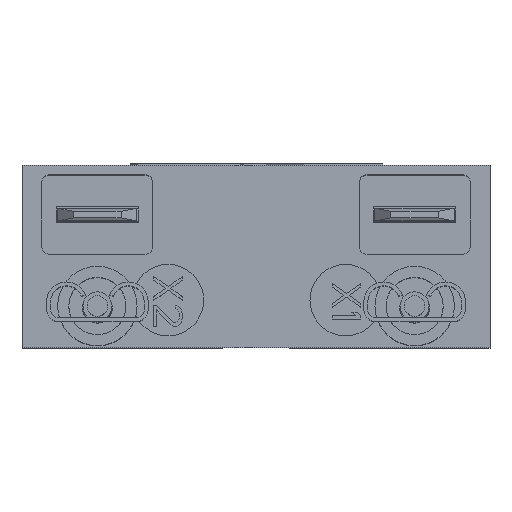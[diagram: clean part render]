
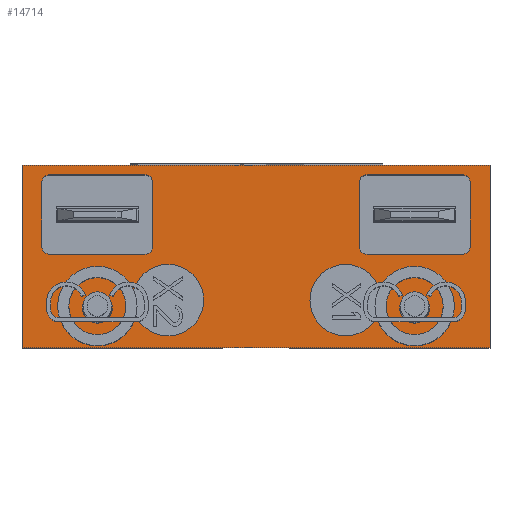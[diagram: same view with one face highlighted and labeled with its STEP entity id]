
A CAD part, top view. The second image highlights one B-rep face of the part: STEP entity #14714.
In plain terms, the highlighted planar face has unit normal (0, 0, 1).
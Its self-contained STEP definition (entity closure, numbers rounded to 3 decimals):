
#2039=DIRECTION('',(0.,-1.,0.));
#2040=VECTOR('',#2039,11.5);
#2041=CARTESIAN_POINT('',(-14.75,11.5,18.8));
#2042=LINE('',#2041,#2040);
#2043=DIRECTION('',(-1.,0.,0.));
#2044=VECTOR('',#2043,29.5);
#2045=CARTESIAN_POINT('',(14.75,11.5,18.8));
#2046=LINE('',#2045,#2044);
#2047=DIRECTION('',(0.,1.,0.));
#2048=VECTOR('',#2047,11.5);
#2049=CARTESIAN_POINT('',(14.75,0.,18.8));
#2050=LINE('',#2049,#2048);
#2051=DIRECTION('',(1.,0.,0.));
#2052=VECTOR('',#2051,29.5);
#2053=CARTESIAN_POINT('',(-14.75,0.,18.8));
#2054=LINE('',#2053,#2052);
#2055=CARTESIAN_POINT('',(-10.,2.5,18.8));
#2056=DIRECTION('',(0.,0.,1.));
#2057=DIRECTION('',(1.,0.,0.));
#2058=AXIS2_PLACEMENT_3D('',#2055,#2056,#2057);
#2060=CARTESIAN_POINT('',(-10.,2.5,18.8));
#2061=DIRECTION('',(0.,0.,1.));
#2062=DIRECTION('',(-1.,0.,0.));
#2063=AXIS2_PLACEMENT_3D('',#2060,#2061,#2062);
#2065=CARTESIAN_POINT('',(10.,2.5,18.8));
#2066=DIRECTION('',(0.,0.,1.));
#2067=DIRECTION('',(1.,0.,0.));
#2068=AXIS2_PLACEMENT_3D('',#2065,#2066,#2067);
#2070=CARTESIAN_POINT('',(10.,2.5,18.8));
#2071=DIRECTION('',(0.,0.,1.));
#2072=DIRECTION('',(-1.,0.,0.));
#2073=AXIS2_PLACEMENT_3D('',#2070,#2071,#2072);
#2075=CARTESIAN_POINT('',(-5.55,3.,18.8));
#2076=DIRECTION('',(0.,0.,1.));
#2077=DIRECTION('',(1.,0.,0.));
#2078=AXIS2_PLACEMENT_3D('',#2075,#2076,#2077);
#2080=CARTESIAN_POINT('',(-5.55,3.,18.8));
#2081=DIRECTION('',(0.,0.,1.));
#2082=DIRECTION('',(-1.,0.,0.));
#2083=AXIS2_PLACEMENT_3D('',#2080,#2081,#2082);
#2085=CARTESIAN_POINT('',(5.65,3.,18.8));
#2086=DIRECTION('',(0.,0.,1.));
#2087=DIRECTION('',(1.,0.,0.));
#2088=AXIS2_PLACEMENT_3D('',#2085,#2086,#2087);
#2090=CARTESIAN_POINT('',(5.65,3.,18.8));
#2091=DIRECTION('',(0.,0.,1.));
#2092=DIRECTION('',(-1.,0.,0.));
#2093=AXIS2_PLACEMENT_3D('',#2090,#2091,#2092);
#2095=CARTESIAN_POINT('',(-13.,10.4,18.8));
#2096=DIRECTION('',(0.,0.,1.));
#2097=DIRECTION('',(0.,1.,0.));
#2098=AXIS2_PLACEMENT_3D('',#2095,#2096,#2097);
#2100=DIRECTION('',(0.,-1.,0.));
#2101=VECTOR('',#2100,4.);
#2102=CARTESIAN_POINT('',(-13.5,10.4,18.8));
#2103=LINE('',#2102,#2101);
#2104=CARTESIAN_POINT('',(-13.,6.4,18.8));
#2105=DIRECTION('',(0.,0.,1.));
#2106=DIRECTION('',(-1.,0.,0.));
#2107=AXIS2_PLACEMENT_3D('',#2104,#2105,#2106);
#2109=DIRECTION('',(1.,0.,0.));
#2110=VECTOR('',#2109,6.);
#2111=CARTESIAN_POINT('',(-13.,5.9,18.8));
#2112=LINE('',#2111,#2110);
#2113=CARTESIAN_POINT('',(-7.,6.4,18.8));
#2114=DIRECTION('',(0.,0.,1.));
#2115=DIRECTION('',(0.,-1.,0.));
#2116=AXIS2_PLACEMENT_3D('',#2113,#2114,#2115);
#2118=DIRECTION('',(0.,1.,0.));
#2119=VECTOR('',#2118,4.);
#2120=CARTESIAN_POINT('',(-6.5,6.4,18.8));
#2121=LINE('',#2120,#2119);
#2122=CARTESIAN_POINT('',(-7.,10.4,18.8));
#2123=DIRECTION('',(0.,0.,1.));
#2124=DIRECTION('',(1.,0.,0.));
#2125=AXIS2_PLACEMENT_3D('',#2122,#2123,#2124);
#2127=DIRECTION('',(-1.,0.,0.));
#2128=VECTOR('',#2127,6.);
#2129=CARTESIAN_POINT('',(-7.,10.9,18.8));
#2130=LINE('',#2129,#2128);
#2131=DIRECTION('',(-1.,0.,0.));
#2132=VECTOR('',#2131,6.);
#2133=CARTESIAN_POINT('',(13.,10.9,18.8));
#2134=LINE('',#2133,#2132);
#2135=CARTESIAN_POINT('',(7.,10.4,18.8));
#2136=DIRECTION('',(0.,0.,1.));
#2137=DIRECTION('',(0.,1.,0.));
#2138=AXIS2_PLACEMENT_3D('',#2135,#2136,#2137);
#2140=DIRECTION('',(0.,-1.,0.));
#2141=VECTOR('',#2140,4.);
#2142=CARTESIAN_POINT('',(6.5,10.4,18.8));
#2143=LINE('',#2142,#2141);
#2144=CARTESIAN_POINT('',(7.,6.4,18.8));
#2145=DIRECTION('',(0.,0.,1.));
#2146=DIRECTION('',(-1.,0.,0.));
#2147=AXIS2_PLACEMENT_3D('',#2144,#2145,#2146);
#2149=DIRECTION('',(1.,0.,0.));
#2150=VECTOR('',#2149,6.);
#2151=CARTESIAN_POINT('',(7.,5.9,18.8));
#2152=LINE('',#2151,#2150);
#2153=CARTESIAN_POINT('',(13.,6.4,18.8));
#2154=DIRECTION('',(0.,0.,1.));
#2155=DIRECTION('',(0.,-1.,0.));
#2156=AXIS2_PLACEMENT_3D('',#2153,#2154,#2155);
#2158=DIRECTION('',(0.,1.,0.));
#2159=VECTOR('',#2158,4.);
#2160=CARTESIAN_POINT('',(13.5,6.4,18.8));
#2161=LINE('',#2160,#2159);
#2162=CARTESIAN_POINT('',(13.,10.4,18.8));
#2163=DIRECTION('',(0.,0.,1.));
#2164=DIRECTION('',(1.,0.,0.));
#2165=AXIS2_PLACEMENT_3D('',#2162,#2163,#2164);
#10054=CARTESIAN_POINT('',(-14.75,11.5,18.8));
#10055=CARTESIAN_POINT('',(-14.75,0.,18.8));
#10056=VERTEX_POINT('',#10054);
#10057=VERTEX_POINT('',#10055);
#10058=CARTESIAN_POINT('',(14.75,0.,18.8));
#10059=VERTEX_POINT('',#10058);
#10060=CARTESIAN_POINT('',(14.75,11.5,18.8));
#10061=VERTEX_POINT('',#10060);
#10062=CARTESIAN_POINT('',(-9.05,2.5,18.8));
#10063=CARTESIAN_POINT('',(-10.95,2.5,18.8));
#10064=VERTEX_POINT('',#10062);
#10065=VERTEX_POINT('',#10063);
#10066=CARTESIAN_POINT('',(10.95,2.5,18.8));
#10067=CARTESIAN_POINT('',(9.05,2.5,18.8));
#10068=VERTEX_POINT('',#10066);
#10069=VERTEX_POINT('',#10067);
#10078=CARTESIAN_POINT('',(-3.3,3.,18.8));
#10079=CARTESIAN_POINT('',(-7.8,3.,18.8));
#10080=VERTEX_POINT('',#10078);
#10081=VERTEX_POINT('',#10079);
#10082=CARTESIAN_POINT('',(7.9,3.,18.8));
#10083=CARTESIAN_POINT('',(3.4,3.,18.8));
#10084=VERTEX_POINT('',#10082);
#10085=VERTEX_POINT('',#10083);
#10354=CARTESIAN_POINT('',(-13.,10.9,18.8));
#10355=CARTESIAN_POINT('',(-13.5,10.4,18.8));
#10356=VERTEX_POINT('',#10354);
#10357=VERTEX_POINT('',#10355);
#10358=CARTESIAN_POINT('',(-13.5,6.4,18.8));
#10359=VERTEX_POINT('',#10358);
#10360=CARTESIAN_POINT('',(-13.,5.9,18.8));
#10361=VERTEX_POINT('',#10360);
#10362=CARTESIAN_POINT('',(-7.,5.9,18.8));
#10363=VERTEX_POINT('',#10362);
#10364=CARTESIAN_POINT('',(-6.5,6.4,18.8));
#10365=VERTEX_POINT('',#10364);
#10366=CARTESIAN_POINT('',(-6.5,10.4,18.8));
#10367=VERTEX_POINT('',#10366);
#10368=CARTESIAN_POINT('',(-7.,10.9,18.8));
#10369=VERTEX_POINT('',#10368);
#10370=CARTESIAN_POINT('',(13.,10.9,18.8));
#10371=CARTESIAN_POINT('',(7.,10.9,18.8));
#10372=VERTEX_POINT('',#10370);
#10373=VERTEX_POINT('',#10371);
#10374=CARTESIAN_POINT('',(6.5,10.4,18.8));
#10375=VERTEX_POINT('',#10374);
#10376=CARTESIAN_POINT('',(6.5,6.4,18.8));
#10377=VERTEX_POINT('',#10376);
#10378=CARTESIAN_POINT('',(7.,5.9,18.8));
#10379=VERTEX_POINT('',#10378);
#10380=CARTESIAN_POINT('',(13.,5.9,18.8));
#10381=VERTEX_POINT('',#10380);
#10382=CARTESIAN_POINT('',(13.5,6.4,18.8));
#10383=VERTEX_POINT('',#10382);
#10384=CARTESIAN_POINT('',(13.5,10.4,18.8));
#10385=VERTEX_POINT('',#10384);
#14644=CARTESIAN_POINT('',(0.,0.,18.8));
#14645=DIRECTION('',(0.,0.,1.));
#14646=DIRECTION('',(1.,0.,0.));
#14647=AXIS2_PLACEMENT_3D('',#14644,#14645,#14646);
#14648=PLANE('',#14647);
#14649=ORIENTED_EDGE('',*,*,#14201,.F.);
#14650=ORIENTED_EDGE('',*,*,#13305,.F.);
#14652=ORIENTED_EDGE('',*,*,#14651,.F.);
#14653=ORIENTED_EDGE('',*,*,#14220,.F.);
#14654=EDGE_LOOP('',(#14649,#14650,#14652,#14653));
#14655=FACE_OUTER_BOUND('',#14654,.F.);
#14656=ORIENTED_EDGE('',*,*,#14624,.T.);
#14657=ORIENTED_EDGE('',*,*,#14638,.T.);
#14658=EDGE_LOOP('',(#14656,#14657));
#14659=FACE_BOUND('',#14658,.F.);
#14661=ORIENTED_EDGE('',*,*,#14660,.T.);
#14663=ORIENTED_EDGE('',*,*,#14662,.T.);
#14664=EDGE_LOOP('',(#14661,#14663));
#14665=FACE_BOUND('',#14664,.F.);
#14667=ORIENTED_EDGE('',*,*,#14666,.T.);
#14669=ORIENTED_EDGE('',*,*,#14668,.T.);
#14670=EDGE_LOOP('',(#14667,#14669));
#14671=FACE_BOUND('',#14670,.F.);
#14673=ORIENTED_EDGE('',*,*,#14672,.T.);
#14675=ORIENTED_EDGE('',*,*,#14674,.T.);
#14676=EDGE_LOOP('',(#14673,#14675));
#14677=FACE_BOUND('',#14676,.F.);
#14679=ORIENTED_EDGE('',*,*,#14678,.T.);
#14681=ORIENTED_EDGE('',*,*,#14680,.T.);
#14683=ORIENTED_EDGE('',*,*,#14682,.T.);
#14685=ORIENTED_EDGE('',*,*,#14684,.T.);
#14687=ORIENTED_EDGE('',*,*,#14686,.T.);
#14689=ORIENTED_EDGE('',*,*,#14688,.T.);
#14691=ORIENTED_EDGE('',*,*,#14690,.T.);
#14693=ORIENTED_EDGE('',*,*,#14692,.T.);
#14694=EDGE_LOOP('',(#14679,#14681,#14683,#14685,#14687,#14689,#14691,#14693));
#14695=FACE_BOUND('',#14694,.F.);
#14697=ORIENTED_EDGE('',*,*,#14696,.T.);
#14699=ORIENTED_EDGE('',*,*,#14698,.T.);
#14701=ORIENTED_EDGE('',*,*,#14700,.T.);
#14703=ORIENTED_EDGE('',*,*,#14702,.T.);
#14705=ORIENTED_EDGE('',*,*,#14704,.T.);
#14707=ORIENTED_EDGE('',*,*,#14706,.T.);
#14709=ORIENTED_EDGE('',*,*,#14708,.T.);
#14711=ORIENTED_EDGE('',*,*,#14710,.T.);
#14712=EDGE_LOOP('',(#14697,#14699,#14701,#14703,#14705,#14707,#14709,#14711));
#14713=FACE_BOUND('',#14712,.F.);
#14714=ADVANCED_FACE('',(#14655,#14659,#14665,#14671,#14677,#14695,#14713),
#14648,.T.);
#2059=CIRCLE('',#2058,0.95);
#2064=CIRCLE('',#2063,0.95);
#2069=CIRCLE('',#2068,0.95);
#2074=CIRCLE('',#2073,0.95);
#2079=CIRCLE('',#2078,2.25);
#2084=CIRCLE('',#2083,2.25);
#2089=CIRCLE('',#2088,2.25);
#2094=CIRCLE('',#2093,2.25);
#2099=CIRCLE('',#2098,0.5);
#2108=CIRCLE('',#2107,0.5);
#2117=CIRCLE('',#2116,0.5);
#2126=CIRCLE('',#2125,0.5);
#2139=CIRCLE('',#2138,0.5);
#2148=CIRCLE('',#2147,0.5);
#2157=CIRCLE('',#2156,0.5);
#2166=CIRCLE('',#2165,0.5);
#13305=EDGE_CURVE('',#10061,#10056,#2046,.T.);
#14201=EDGE_CURVE('',#10056,#10057,#2042,.T.);
#14220=EDGE_CURVE('',#10057,#10059,#2054,.T.);
#14624=EDGE_CURVE('',#10064,#10065,#2059,.T.);
#14638=EDGE_CURVE('',#10065,#10064,#2064,.T.);
#14651=EDGE_CURVE('',#10059,#10061,#2050,.T.);
#14660=EDGE_CURVE('',#10068,#10069,#2069,.T.);
#14662=EDGE_CURVE('',#10069,#10068,#2074,.T.);
#14666=EDGE_CURVE('',#10080,#10081,#2079,.T.);
#14668=EDGE_CURVE('',#10081,#10080,#2084,.T.);
#14672=EDGE_CURVE('',#10084,#10085,#2089,.T.);
#14674=EDGE_CURVE('',#10085,#10084,#2094,.T.);
#14678=EDGE_CURVE('',#10356,#10357,#2099,.T.);
#14680=EDGE_CURVE('',#10357,#10359,#2103,.T.);
#14682=EDGE_CURVE('',#10359,#10361,#2108,.T.);
#14684=EDGE_CURVE('',#10361,#10363,#2112,.T.);
#14686=EDGE_CURVE('',#10363,#10365,#2117,.T.);
#14688=EDGE_CURVE('',#10365,#10367,#2121,.T.);
#14690=EDGE_CURVE('',#10367,#10369,#2126,.T.);
#14692=EDGE_CURVE('',#10369,#10356,#2130,.T.);
#14696=EDGE_CURVE('',#10372,#10373,#2134,.T.);
#14698=EDGE_CURVE('',#10373,#10375,#2139,.T.);
#14700=EDGE_CURVE('',#10375,#10377,#2143,.T.);
#14702=EDGE_CURVE('',#10377,#10379,#2148,.T.);
#14704=EDGE_CURVE('',#10379,#10381,#2152,.T.);
#14706=EDGE_CURVE('',#10381,#10383,#2157,.T.);
#14708=EDGE_CURVE('',#10383,#10385,#2161,.T.);
#14710=EDGE_CURVE('',#10385,#10372,#2166,.T.);
